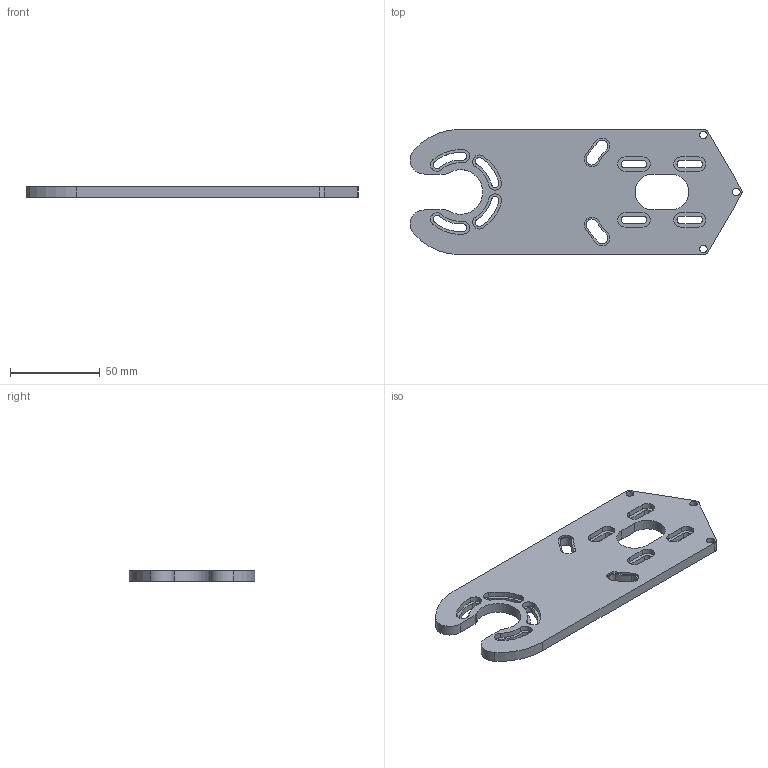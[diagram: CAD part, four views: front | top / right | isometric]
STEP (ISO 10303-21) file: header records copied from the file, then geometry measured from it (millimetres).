
FILE_DESCRIPTION(/* description */ (''),/* implementation_level */ '2;1');
FILE_NAME(/* name */ 'TKP Motor Mount 122018.step',/* time_stamp */ '2018-12-25T12:54:58-05:00',/* author */ (''),/* organization */ (''),/* preprocessor_version */ 'ST-DEVELOPER v17.2',/* originating_system */ 'Autodesk Translation Framework v7.6.0.251',/* authorisation */ '');
FILE_SCHEMA (('AUTOMOTIVE_DESIGN { 1 0 10303 214 3 1 1 }'));
Length unit declared in the file: millimetre
Products named in the file (1): FusionComponent
Bounding box: 185.33 x 70 x 6 mm (x, y, z)
Volume: 57565.8 mm3; surface area: 26343.9 mm2
Topology: 1 solids, 1 shells, 115 faces, 309 edges, 206 vertices
Faces by surface type: cylinder 79, plane 36
Full cylindrical faces by diameter (mm): 4.25 x3
Entity records: 3770 total; most frequent: DIRECTION 699, CARTESIAN_POINT 631, ORIENTED_EDGE 618, EDGE_CURVE 309, AXIS2_PLACEMENT_3D 274, VERTEX_POINT 206, CIRCLE 158, EDGE_LOOP 153
